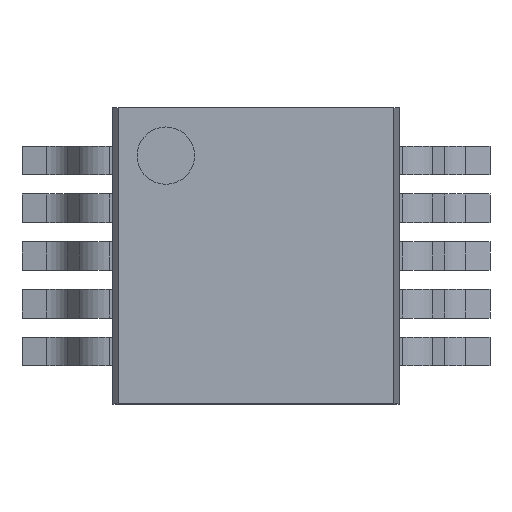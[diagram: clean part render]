
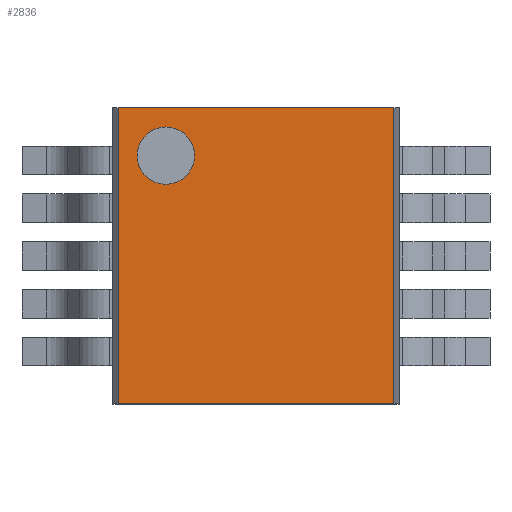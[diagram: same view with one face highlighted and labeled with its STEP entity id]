
A CAD part, top view. The second image highlights one B-rep face of the part: STEP entity #2836.
In plain terms, the highlighted planar face has unit normal (0, 0, 1).
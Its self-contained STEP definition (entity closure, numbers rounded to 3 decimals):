
#16=FACE_BOUND($,#469,.T.);
#98=CIRCLE($,#3092,0.3);
#309=FACE_OUTER_BOUND($,#468,.T.);
#468=EDGE_LOOP($,(#2551,#2552,#2553,#2554));
#469=EDGE_LOOP($,(#2555));
#772=LINE($,#4693,#1088);
#781=LINE($,#4710,#1097);
#785=LINE($,#4719,#1101);
#786=LINE($,#4721,#1102);
#1088=VECTOR($,#3868,2.889);
#1097=VECTOR($,#3881,2.889);
#1101=VECTOR($,#3893,3.1);
#1102=VECTOR($,#3896,3.1);
#1353=VERTEX_POINT($,#4672);
#1361=VERTEX_POINT($,#4690);
#1362=VERTEX_POINT($,#4692);
#1367=VERTEX_POINT($,#4707);
#1368=VERTEX_POINT($,#4709);
#1743=EDGE_CURVE($,#1353,#1353,#98,.T.);
#1752=EDGE_CURVE($,#1362,#1361,#772,.T.);
#1761=EDGE_CURVE($,#1368,#1367,#781,.T.);
#1765=EDGE_CURVE($,#1361,#1368,#785,.T.);
#1766=EDGE_CURVE($,#1362,#1367,#786,.T.);
#2551=ORIENTED_EDGE($,*,*,#1761,.T.);
#2552=ORIENTED_EDGE($,*,*,#1766,.F.);
#2553=ORIENTED_EDGE($,*,*,#1752,.T.);
#2554=ORIENTED_EDGE($,*,*,#1765,.T.);
#2555=ORIENTED_EDGE($,*,*,#1743,.T.);
#2678=PLANE($,#3101);
#2836=ADVANCED_FACE($,(#309,#16),#2678,.T.);
#3092=AXIS2_PLACEMENT_3D($,#4673,#3854,#3855);
#3101=AXIS2_PLACEMENT_3D($,#4720,#3894,#3895);
#3854=DIRECTION('center_axis',(0.,0.,-1.));
#3855=DIRECTION('ref_axis',(-1.,0.,0.));
#3868=DIRECTION($,(1.,0.,0.));
#3881=DIRECTION($,(-1.,0.,0.));
#3893=DIRECTION($,(0.,1.,0.));
#3894=DIRECTION('center_axis',(0.,0.,1.));
#3895=DIRECTION('ref_axis',(1.,0.,0.));
#3896=DIRECTION($,(0.,1.,0.));
#4672=CARTESIAN_POINT('',(-0.644,1.05,1.1));
#4673=CARTESIAN_POINT('Origin',(-0.944,1.05,1.1));
#4690=CARTESIAN_POINT('',(1.444,-1.55,1.1));
#4692=CARTESIAN_POINT('',(-1.444,-1.55,1.1));
#4693=CARTESIAN_POINT($,(-1.444,-1.55,1.1));
#4707=CARTESIAN_POINT('',(-1.444,1.55,1.1));
#4709=CARTESIAN_POINT('',(1.444,1.55,1.1));
#4710=CARTESIAN_POINT($,(1.444,1.55,1.1));
#4719=CARTESIAN_POINT($,(1.444,-1.55,1.1));
#4720=CARTESIAN_POINT('Origin',(-1.589,-1.705,1.1));
#4721=CARTESIAN_POINT($,(-1.444,-1.55,1.1));
